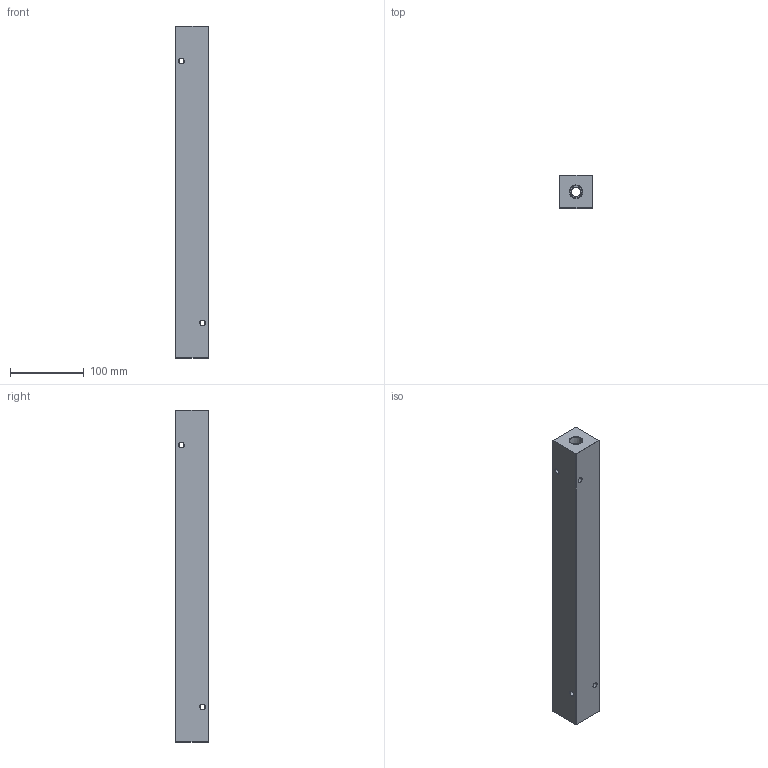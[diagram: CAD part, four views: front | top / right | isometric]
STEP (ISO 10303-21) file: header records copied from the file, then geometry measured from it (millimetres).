
FILE_DESCRIPTION (( 'STEP AP214' ), '1' );
FILE_NAME ('HM-10-0-P-6-4.STEP', '2020-02-28T16:18:35', ( '' ), ( '' ), 'SwSTEP 2.0', 'SolidWorks 2019', '' );
FILE_SCHEMA (( 'AUTOMOTIVE_DESIGN' ));
Length unit declared in the file: inch
Products named in the file (1): HM-10-0-P-6-4
Bounding box: 44.45 x 44.45 x 450.85 mm (x, y, z)
Volume: 804433.7 mm3; surface area: 109603.7 mm2
Topology: 1 solids, 1 shells, 512 faces, 1326 edges, 860 vertices
Faces by surface type: plane 253, bspline 177, cone 44, cylinder 38
Entity records: 31508 total; most frequent: CARTESIAN_POINT 13724, ORIENTED_EDGE 2652, DIRECTION 1720, EDGE_CURVE 1326, VERTEX_POINT 860, VECTOR 824, LINE 824, EDGE_LOOP 590
